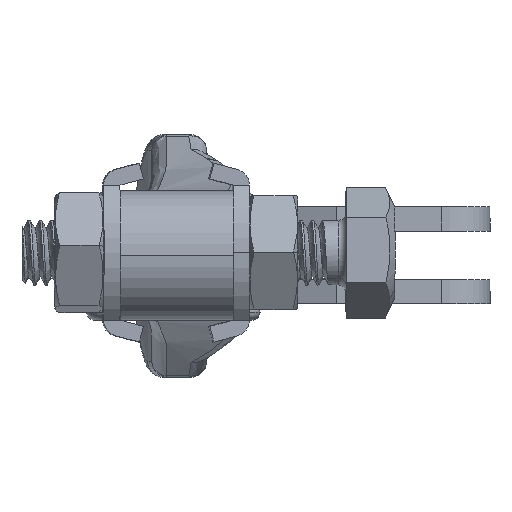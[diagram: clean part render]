
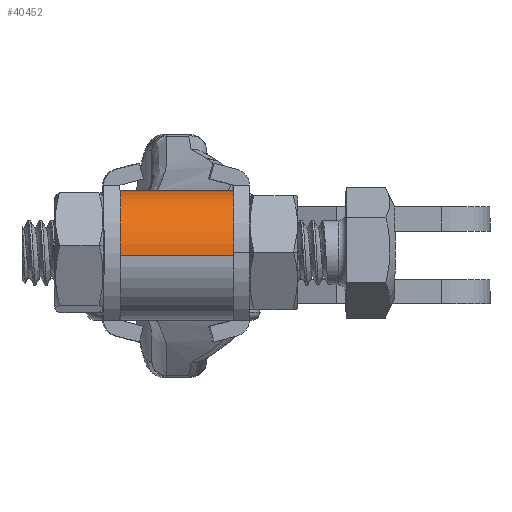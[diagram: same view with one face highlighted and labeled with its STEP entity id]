
A CAD part, left-side view. The second image highlights one B-rep face of the part: STEP entity #40452.
In plain terms, the highlighted cylindrical face has radius 4 mm (diameter 8.001 mm), a partial arc.
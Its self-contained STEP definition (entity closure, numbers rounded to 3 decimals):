
#24688 = CARTESIAN_POINT ( 'NONE',  ( -24.8, 0., 9.7 ) ) ;
#24689 = AXIS2_PLACEMENT_3D ( 'NONE', #24688, #24766, #24765 ) ;
#24694 = CIRCLE ( 'NONE', #24689, 4. ) ;
#24743 = CARTESIAN_POINT ( 'NONE',  ( -24.8, -4., 2.7 ) ) ;
#24748 = CARTESIAN_POINT ( 'NONE',  ( -24.8, -4., 9.7 ) ) ;
#24765 = DIRECTION ( 'NONE',  ( -1., 0., 0. ) ) ;
#24766 = DIRECTION ( 'NONE',  ( 0., 0., -1. ) ) ;
#27107 = CARTESIAN_POINT ( 'NONE',  ( -28.8, 0., 9.7 ) ) ;
#27135 = CIRCLE ( 'NONE', #27167, 4. ) ;
#27167 = AXIS2_PLACEMENT_3D ( 'NONE', #27214, #27210, #27209 ) ;
#27173 = DIRECTION ( 'NONE',  ( 0., 0., -1. ) ) ;
#27174 = VECTOR ( 'NONE', #27173, 1000. ) ;
#27175 = CARTESIAN_POINT ( 'NONE',  ( -24.8, -4., 12.4 ) ) ;
#27176 = LINE ( 'NONE', #27175, #27174 ) ;
#27209 = DIRECTION ( 'NONE',  ( 1., 0., 0. ) ) ;
#27210 = DIRECTION ( 'NONE',  ( 0., 0., 1. ) ) ;
#27214 = CARTESIAN_POINT ( 'NONE',  ( -24.8, 0., 2.7 ) ) ;
#27248 = CARTESIAN_POINT ( 'NONE',  ( -28.8, 0., 12.4 ) ) ;
#27250 = LINE ( 'NONE', #27248, #27296 ) ;
#27295 = DIRECTION ( 'NONE',  ( 0., 0., -1. ) ) ;
#27296 = VECTOR ( 'NONE', #27295, 1000. ) ;
#27383 = DIRECTION ( 'NONE',  ( -1., 0., 0. ) ) ;
#27387 = DIRECTION ( 'NONE',  ( 0., 0., -1. ) ) ;
#27392 = CYLINDRICAL_SURFACE ( 'NONE', #27394, 4. ) ;
#27394 = AXIS2_PLACEMENT_3D ( 'NONE', #27395, #27387, #27383 ) ;
#27395 = CARTESIAN_POINT ( 'NONE',  ( -24.8, 0., 12.4 ) ) ;
#27396 = FACE_OUTER_BOUND ( 'NONE', #40389, .T. ) ;
#27650 = CARTESIAN_POINT ( 'NONE',  ( -28.8, 0., 2.7 ) ) ;
#34736 = EDGE_CURVE ( 'NONE', #34746, #40214, #24694, .T. ) ;
#34746 = VERTEX_POINT ( 'NONE', #24748 ) ;
#34748 = VERTEX_POINT ( 'NONE', #24743 ) ;
#40214 = VERTEX_POINT ( 'NONE', #27107 ) ;
#40242 = ORIENTED_EDGE ( 'NONE', *, *, #34736, .T. ) ;
#40280 = EDGE_CURVE ( 'NONE', #34746, #34748, #27176, .T. ) ;
#40299 = EDGE_CURVE ( 'NONE', #40573, #34748, #27135, .T. ) ;
#40389 = EDGE_LOOP ( 'NONE', ( #40435, #40411, #40410, #40242 ) ) ;
#40408 = EDGE_CURVE ( 'NONE', #40214, #40573, #27250, .T. ) ;
#40410 = ORIENTED_EDGE ( 'NONE', *, *, #40280, .F. ) ;
#40411 = ORIENTED_EDGE ( 'NONE', *, *, #40299, .T. ) ;
#40435 = ORIENTED_EDGE ( 'NONE', *, *, #40408, .T. ) ;
#40452 = ADVANCED_FACE ( 'NONE', ( #27396 ), #27392, .T. ) ;
#40573 = VERTEX_POINT ( 'NONE', #27650 ) ;
